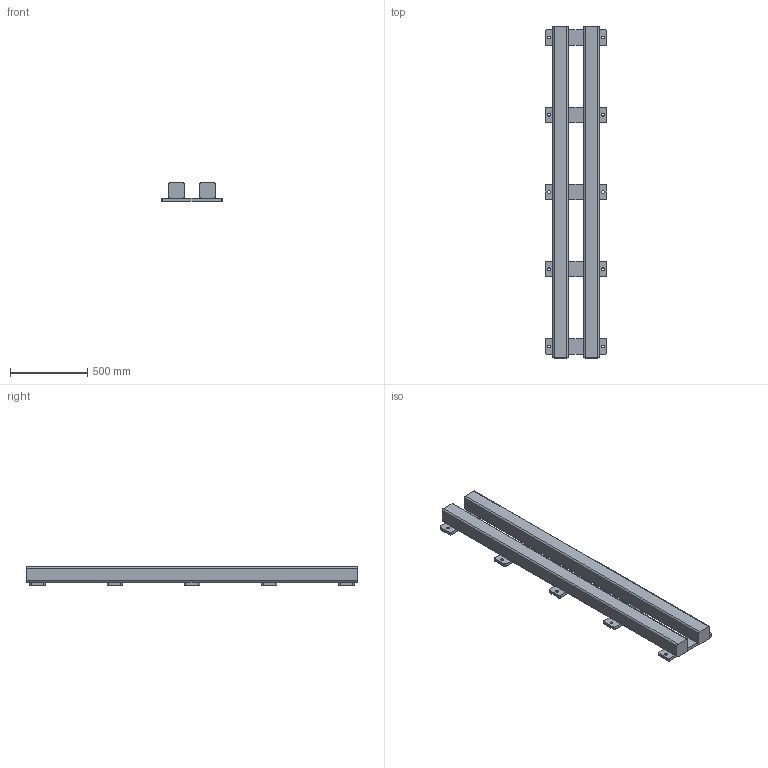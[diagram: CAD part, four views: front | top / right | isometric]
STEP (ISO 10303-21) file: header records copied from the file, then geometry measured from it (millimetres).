
FILE_DESCRIPTION(('FreeCAD Model'),'2;1');
FILE_NAME( 'kuka_track.step', '2020-12-26T09:09:56',('Author'),(''), 'Open CASCADE STEP processor 7.3','FreeCAD','Unknown');
FILE_SCHEMA(('AUTOMOTIVE_DESIGN { 1 0 10303 214 1 1 1 1 }'));
Length unit declared in the file: millimetre
Products named in the file (7): Tube_100x100; Tube_100x100_copy; Floor_attachment_clone; Floor_attachment; Floor_attachment_clone003; Floor_attachement_clone001; Floor_attachment_clone002
Bounding box: 400 x 2150 x 120 mm (x, y, z)
Volume: 46571407 mm3; surface area: 2189478.7 mm2
Topology: 7 solids, 7 shells, 80 faces, 198 edges, 132 vertices
Faces by surface type: plane 42, cylinder 38
Full cylindrical faces by diameter (mm): 18 x10
Entity records: 5239 total; most frequent: CARTESIAN_POINT 1051, DIRECTION 778, LINE 426, VECTOR 426, ORIENTED_EDGE 396, PCURVE 396, DEFINITIONAL_REPRESENTATION 396, EDGE_CURVE 198
